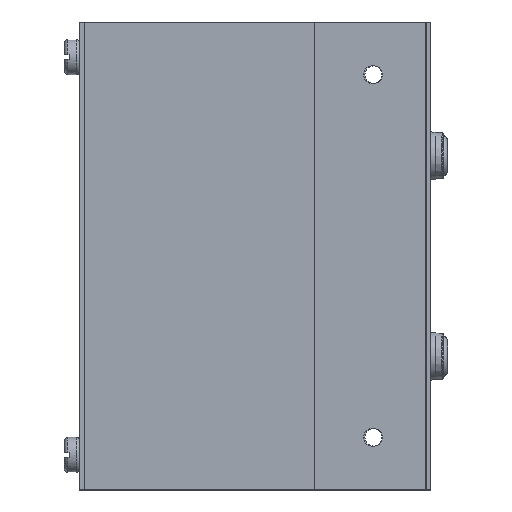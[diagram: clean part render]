
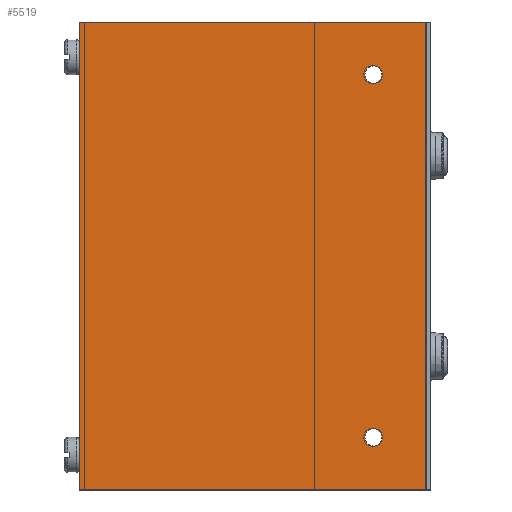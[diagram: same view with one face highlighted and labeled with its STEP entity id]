
A CAD part, left-side view. The second image highlights one B-rep face of the part: STEP entity #5519.
In plain terms, the highlighted planar face has unit normal (-1, 0, 0).
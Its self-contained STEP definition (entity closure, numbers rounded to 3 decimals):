
#247=FACE_BOUND('',#883,.T.);
#248=FACE_BOUND('',#884,.T.);
#331=PLANE('',#6192);
#555=FACE_OUTER_BOUND('',#882,.T.);
#882=EDGE_LOOP('',(#4066,#4067,#4068,#4069));
#883=EDGE_LOOP('',(#4070));
#884=EDGE_LOOP('',(#4071));
#1266=LINE('',#8556,#1832);
#1276=LINE('',#8575,#1842);
#1282=LINE('',#8586,#1848);
#1287=LINE('',#8595,#1853);
#1832=VECTOR('',#6879,10.);
#1842=VECTOR('',#6895,10.);
#1848=VECTOR('',#6903,10.);
#1853=VECTOR('',#6916,10.);
#2339=CIRCLE('',#6107,2.5);
#2343=CIRCLE('',#6113,2.5);
#2543=VERTEX_POINT('',#8347);
#2547=VERTEX_POINT('',#8359);
#2615=VERTEX_POINT('',#8553);
#2616=VERTEX_POINT('',#8555);
#2621=VERTEX_POINT('',#8572);
#2622=VERTEX_POINT('',#8574);
#3056=EDGE_CURVE('',#2543,#2543,#2339,.T.);
#3062=EDGE_CURVE('',#2547,#2547,#2343,.T.);
#3159=EDGE_CURVE('',#2616,#2615,#1266,.T.);
#3169=EDGE_CURVE('',#2621,#2622,#1276,.T.);
#3175=EDGE_CURVE('',#2615,#2622,#1282,.T.);
#3180=EDGE_CURVE('',#2616,#2621,#1287,.T.);
#4066=ORIENTED_EDGE('',*,*,#3175,.T.);
#4067=ORIENTED_EDGE('',*,*,#3169,.F.);
#4068=ORIENTED_EDGE('',*,*,#3180,.F.);
#4069=ORIENTED_EDGE('',*,*,#3159,.T.);
#4070=ORIENTED_EDGE('',*,*,#3056,.T.);
#4071=ORIENTED_EDGE('',*,*,#3062,.T.);
#5519=ADVANCED_FACE('',(#555,#247,#248),#331,.T.);
#6107=AXIS2_PLACEMENT_3D('',#8348,#6668,#6669);
#6113=AXIS2_PLACEMENT_3D('',#8360,#6682,#6683);
#6192=AXIS2_PLACEMENT_3D('',#8598,#6920,#6921);
#6668=DIRECTION('center_axis',(1.,0.,0.));
#6669=DIRECTION('ref_axis',(0.,0.,1.));
#6682=DIRECTION('center_axis',(1.,0.,0.));
#6683=DIRECTION('ref_axis',(0.,0.,1.));
#6879=DIRECTION('',(0.,-1.,0.));
#6895=DIRECTION('',(0.,-1.,0.));
#6903=DIRECTION('',(0.,0.,1.));
#6916=DIRECTION('',(0.,0.,1.));
#6920=DIRECTION('center_axis',(-1.,0.,0.));
#6921=DIRECTION('ref_axis',(0.,0.,1.));
#8347=CARTESIAN_POINT('',(-221.5,-82.5,49.175));
#8348=CARTESIAN_POINT('Origin',(-221.5,-82.5,51.675));
#8359=CARTESIAN_POINT('',(-221.5,-82.5,-54.175));
#8360=CARTESIAN_POINT('Origin',(-221.5,-82.5,-51.675));
#8553=CARTESIAN_POINT('',(-221.5,-97.5,-66.675));
#8555=CARTESIAN_POINT('',(-221.5,1.25,-66.675));
#8556=CARTESIAN_POINT('',(-221.5,-98.75,-66.675));
#8572=CARTESIAN_POINT('',(-221.5,1.25,66.675));
#8574=CARTESIAN_POINT('',(-221.5,-97.5,66.675));
#8575=CARTESIAN_POINT('',(-221.5,0.312,66.675));
#8586=CARTESIAN_POINT('',(-221.5,-97.5,0.));
#8595=CARTESIAN_POINT('',(-221.5,1.25,0.));
#8598=CARTESIAN_POINT('Origin',(-221.5,0.625,0.));
